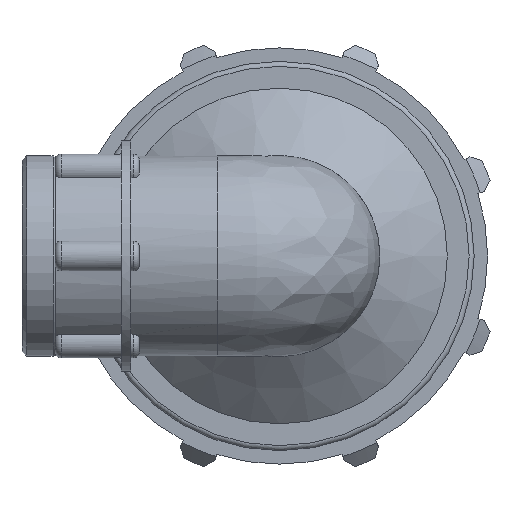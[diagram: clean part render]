
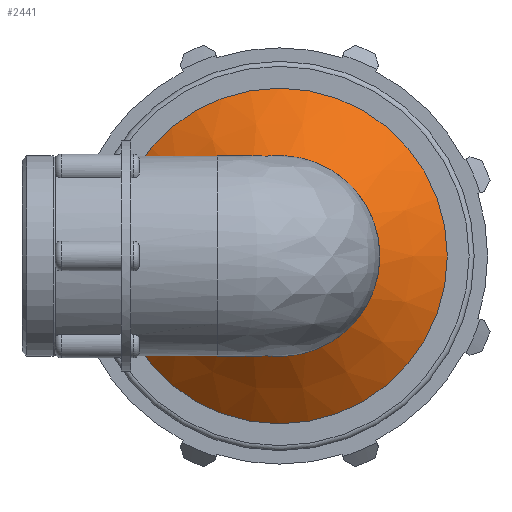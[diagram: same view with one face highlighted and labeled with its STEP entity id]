
A CAD part, left-side view. The second image highlights one B-rep face of the part: STEP entity #2441.
In plain terms, the highlighted conical face has half-angle 50 degrees and reference radius 30.925 mm.
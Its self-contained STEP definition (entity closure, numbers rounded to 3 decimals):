
#57=CONICAL_SURFACE('',#2728,30.926,50.);
#85=FACE_BOUND('',#725,.T.);
#567=FACE_OUTER_BOUND('',#724,.T.);
#724=EDGE_LOOP('',(#2117,#2118));
#725=EDGE_LOOP('',(#2119));
#834=CIRCLE('',#2592,25.319);
#896=CIRCLE('',#2729,42.375);
#929=B_SPLINE_CURVE_WITH_KNOTS('',3,(#3971,#3972,#3973,#3974,#3975,#3976,
#3977,#3978,#3979,#3980,#3981,#3982,#3983,#3984,#3985,#3986,#3987,#3988),
 .UNSPECIFIED.,.F.,.F.,(4,2,2,2,2,2,2,2,4),(9.644,9.967,
10.404,10.622,10.841,11.059,11.278,
11.714,12.038),.UNSPECIFIED.);
#1015=VERTEX_POINT('',#3969);
#1016=VERTEX_POINT('',#3970);
#1151=VERTEX_POINT('',#4525);
#1276=EDGE_CURVE('',#1015,#1016,#929,.T.);
#1293=EDGE_CURVE('',#1015,#1016,#834,.T.);
#1484=EDGE_CURVE('',#1151,#1151,#896,.T.);
#2117=ORIENTED_EDGE('',*,*,#1293,.T.);
#2118=ORIENTED_EDGE('',*,*,#1276,.F.);
#2119=ORIENTED_EDGE('',*,*,#1484,.F.);
#2441=ADVANCED_FACE('',(#567,#85),#57,.T.);
#2592=AXIS2_PLACEMENT_3D('',#4016,#3047,#3048);
#2728=AXIS2_PLACEMENT_3D('',#4524,#3415,#3416);
#2729=AXIS2_PLACEMENT_3D('',#4526,#3417,#3418);
#3047=DIRECTION('center_axis',(1.,0.,0.));
#3048=DIRECTION('ref_axis',(0.,-1.,0.));
#3415=DIRECTION('center_axis',(1.,0.,0.));
#3416=DIRECTION('ref_axis',(0.,1.,0.));
#3417=DIRECTION('center_axis',(1.,0.,0.));
#3418=DIRECTION('ref_axis',(0.,0.,-1.));
#3969=CARTESIAN_POINT('',(22.948,22.948,10.697));
#3970=CARTESIAN_POINT('',(22.948,22.948,-10.697));
#3971=CARTESIAN_POINT('Ctrl Pts',(22.948,22.948,10.697));
#3972=CARTESIAN_POINT('Ctrl Pts',(23.298,23.758,9.946));
#3973=CARTESIAN_POINT('Ctrl Pts',(23.627,24.495,9.142));
#3974=CARTESIAN_POINT('Ctrl Pts',(24.301,25.983,7.204));
#3975=CARTESIAN_POINT('Ctrl Pts',(24.672,26.778,5.872));
#3976=CARTESIAN_POINT('Ctrl Pts',(25.055,27.591,3.717));
#3977=CARTESIAN_POINT('Ctrl Pts',(25.155,27.8,2.973));
#3978=CARTESIAN_POINT('Ctrl Pts',(25.287,28.077,1.479));
#3979=CARTESIAN_POINT('Ctrl Pts',(25.319,28.144,0.728));
#3980=CARTESIAN_POINT('Ctrl Pts',(25.319,28.144,-0.728));
#3981=CARTESIAN_POINT('Ctrl Pts',(25.287,28.077,-1.479));
#3982=CARTESIAN_POINT('Ctrl Pts',(25.155,27.8,-2.973));
#3983=CARTESIAN_POINT('Ctrl Pts',(25.055,27.591,-3.717));
#3984=CARTESIAN_POINT('Ctrl Pts',(24.672,26.778,-5.872));
#3985=CARTESIAN_POINT('Ctrl Pts',(24.301,25.983,-7.204));
#3986=CARTESIAN_POINT('Ctrl Pts',(23.627,24.495,-9.142));
#3987=CARTESIAN_POINT('Ctrl Pts',(23.298,23.758,-9.946));
#3988=CARTESIAN_POINT('Ctrl Pts',(22.948,22.948,-10.697));
#4016=CARTESIAN_POINT('Origin',(22.948,0.,0.));
#4524=CARTESIAN_POINT('Origin',(27.653,0.,0.));
#4525=CARTESIAN_POINT('',(37.26,42.375,0.));
#4526=CARTESIAN_POINT('Origin',(37.26,0.,0.));
